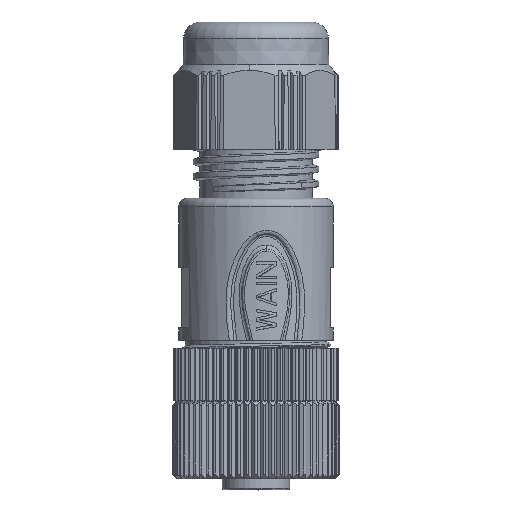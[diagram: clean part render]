
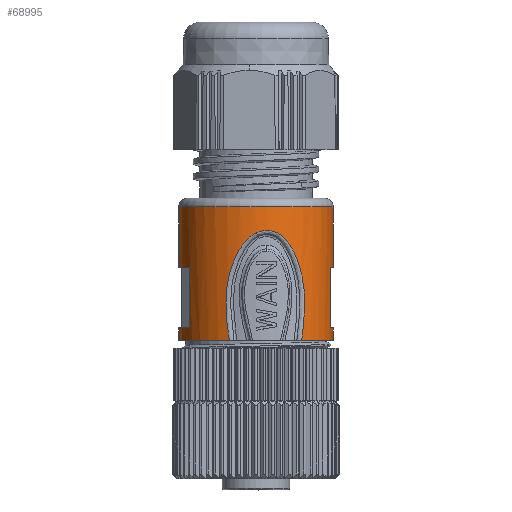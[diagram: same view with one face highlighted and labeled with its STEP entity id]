
A CAD part, top view. The second image highlights one B-rep face of the part: STEP entity #68995.
In plain terms, the highlighted cylindrical face has radius 9.25 mm (diameter 18.5 mm), a partial arc.
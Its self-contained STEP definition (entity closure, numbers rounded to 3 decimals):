
#16487=CARTESIAN_POINT('',(0.,23.3,0.));
#16488=DIRECTION('',(0.,-1.,0.));
#16489=DIRECTION('',(0.99,0.,-0.139));
#16490=AXIS2_PLACEMENT_3D('',#16487,#16488,#16489);
#16492=CARTESIAN_POINT('',(0.,23.3,0.));
#16493=DIRECTION('',(0.,-1.,0.));
#16494=DIRECTION('',(0.991,0.,-0.132));
#16495=AXIS2_PLACEMENT_3D('',#16492,#16493,#16494);
#16502=DIRECTION('',(0.,1.,0.));
#16503=VECTOR('',#16502,7.2);
#16504=CARTESIAN_POINT('',(-7.909,8.8,4.796));
#16505=LINE('',#16504,#16503);
#16506=DIRECTION('',(0.,-1.,0.));
#16507=VECTOR('',#16506,7.3);
#16508=CARTESIAN_POINT('',(9.16,23.3,-1.287));
#16509=LINE('',#16508,#16507);
#16510=DIRECTION('',(0.,-1.,0.));
#16511=VECTOR('',#16510,7.2);
#16512=CARTESIAN_POINT('',(8.925,16.,2.43));
#16513=LINE('',#16512,#16511);
#16514=DIRECTION('',(0.,-1.,0.));
#16515=VECTOR('',#16514,1.5);
#16516=CARTESIAN_POINT('',(9.16,8.8,-1.287));
#16517=LINE('',#16516,#16515);
#16518=CARTESIAN_POINT('',(0.071,20.187,
9.25));
#16519=CARTESIAN_POINT('',(-0.025,20.144,
9.25));
#16520=CARTESIAN_POINT('',(-0.221,20.045,
9.249));
#16521=CARTESIAN_POINT('',(-0.519,19.851,
9.237));
#16522=CARTESIAN_POINT('',(-0.828,19.603,
9.215));
#16523=CARTESIAN_POINT('',(-1.146,19.292,
9.181));
#16524=CARTESIAN_POINT('',(-1.474,18.906,
9.134));
#16525=CARTESIAN_POINT('',(-1.809,18.434,
9.074));
#16526=CARTESIAN_POINT('',(-2.146,17.873,
9.));
#16527=CARTESIAN_POINT('',(-2.49,17.208,
8.911));
#16528=CARTESIAN_POINT('',(-2.821,16.445,
8.811));
#16529=CARTESIAN_POINT('',(-3.093,15.651,
8.719));
#16530=CARTESIAN_POINT('',(-3.302,14.841,
8.641));
#16531=CARTESIAN_POINT('',(-3.459,13.972,
8.579));
#16532=CARTESIAN_POINT('',(-3.565,12.981,
8.536));
#16533=CARTESIAN_POINT('',(-3.61,11.836,
8.516));
#16534=CARTESIAN_POINT('',(-3.578,10.524,8.53));
#16535=CARTESIAN_POINT('',(-3.453,9.031,
8.582));
#16536=CARTESIAN_POINT('',(-3.296,7.899,
8.643));
#16537=CARTESIAN_POINT('',(-3.197,7.3,
8.68));
#16616=CARTESIAN_POINT('',(0.,7.3,0.));
#16617=DIRECTION('',(0.,1.,0.));
#16618=DIRECTION('',(0.591,0.,0.806));
#16619=AXIS2_PLACEMENT_3D('',#16616,#16617,#16618);
#16708=CARTESIAN_POINT('',(0.,7.3,0.));
#16709=DIRECTION('',(0.,1.,0.));
#16710=DIRECTION('',(-0.99,0.,0.139));
#16711=AXIS2_PLACEMENT_3D('',#16708,#16709,#16710);
#16734=CARTESIAN_POINT('',(0.071,20.187,
9.25));
#16735=CARTESIAN_POINT('',(0.152,20.224,
9.249));
#16736=CARTESIAN_POINT('',(0.324,20.292,
9.246));
#16737=CARTESIAN_POINT('',(0.616,20.376,
9.231));
#16738=CARTESIAN_POINT('',(0.93,20.428,
9.205));
#16739=CARTESIAN_POINT('',(1.255,20.447,9.166));
#16740=CARTESIAN_POINT('',(1.578,20.434,9.116));
#16741=CARTESIAN_POINT('',(1.891,20.389,9.056));
#16742=CARTESIAN_POINT('',(2.181,20.312,8.991));
#16743=CARTESIAN_POINT('',(2.46,20.204,8.918));
#16744=CARTESIAN_POINT('',(2.741,20.058,8.836));
#16745=CARTESIAN_POINT('',(3.027,19.866,8.742));
#16746=CARTESIAN_POINT('',(3.318,19.622,8.636));
#16747=CARTESIAN_POINT('',(3.617,19.312,8.516));
#16748=CARTESIAN_POINT('',(3.923,18.925,8.379));
#16749=CARTESIAN_POINT('',(4.23,18.454,8.229));
#16750=CARTESIAN_POINT('',(4.535,17.891,8.064));
#16751=CARTESIAN_POINT('',(4.84,17.228,7.885));
#16752=CARTESIAN_POINT('',(5.137,16.449,7.695));
#16753=CARTESIAN_POINT('',(5.381,15.625,7.525));
#16754=CARTESIAN_POINT('',(5.563,14.795,7.391));
#16755=CARTESIAN_POINT('',(5.699,13.902,7.286));
#16756=CARTESIAN_POINT('',(5.787,12.911,7.216));
#16757=CARTESIAN_POINT('',(5.821,11.78,7.189));
#16758=CARTESIAN_POINT('',(5.789,10.48,7.214));
#16759=CARTESIAN_POINT('',(5.679,9.001,7.302));
#16760=CARTESIAN_POINT('',(5.549,7.888,7.402));
#16761=CARTESIAN_POINT('',(5.47,7.3,7.459));
#17446=DIRECTION('',(0.,-1.,0.));
#17447=VECTOR('',#17446,7.3);
#17448=CARTESIAN_POINT('',(-9.16,23.3,1.287));
#17449=LINE('',#17448,#17447);
#17454=DIRECTION('',(0.,-1.,0.));
#17455=VECTOR('',#17454,1.5);
#17456=CARTESIAN_POINT('',(-9.16,8.8,1.287));
#17457=LINE('',#17456,#17455);
#17492=CARTESIAN_POINT('',(0.,8.8,0.));
#17493=DIRECTION('',(0.,-1.,0.));
#17494=DIRECTION('',(0.99,0.,-0.139));
#17495=AXIS2_PLACEMENT_3D('',#17492,#17493,#17494);
#17510=CARTESIAN_POINT('',(0.,16.,0.));
#17511=DIRECTION('',(0.,1.,0.));
#17512=DIRECTION('',(0.965,0.,0.263));
#17513=AXIS2_PLACEMENT_3D('',#17510,#17511,#17512);
#17520=CARTESIAN_POINT('',(0.,16.,0.));
#17521=DIRECTION('',(0.,1.,0.));
#17522=DIRECTION('',(-0.99,0.,0.139));
#17523=AXIS2_PLACEMENT_3D('',#17520,#17521,#17522);
#17538=CARTESIAN_POINT('',(0.,8.8,0.));
#17539=DIRECTION('',(0.,-1.,0.));
#17540=DIRECTION('',(-0.855,0.,0.518));
#17541=AXIS2_PLACEMENT_3D('',#17538,#17539,#17540);
#43653=CARTESIAN_POINT('',(-9.16,23.3,1.287));
#43654=VERTEX_POINT('',#43653);
#43656=CARTESIAN_POINT('',(9.16,23.3,-1.287));
#43658=VERTEX_POINT('',#43656);
#43659=CARTESIAN_POINT('',(9.169,23.3,-1.224));
#43660=VERTEX_POINT('',#43659);
#43661=CARTESIAN_POINT('',(-9.16,7.3,1.287));
#43662=CARTESIAN_POINT('',(-3.197,7.3,8.68));
#43663=VERTEX_POINT('',#43661);
#43664=VERTEX_POINT('',#43662);
#43665=CARTESIAN_POINT('',(-9.16,8.8,1.287));
#43666=VERTEX_POINT('',#43665);
#43667=CARTESIAN_POINT('',(-7.909,8.8,4.796));
#43668=VERTEX_POINT('',#43667);
#43669=CARTESIAN_POINT('',(-7.909,16.,4.796));
#43670=VERTEX_POINT('',#43669);
#43671=CARTESIAN_POINT('',(-9.16,16.,1.287));
#43672=VERTEX_POINT('',#43671);
#43673=CARTESIAN_POINT('',(9.16,16.,-1.287));
#43674=VERTEX_POINT('',#43673);
#43675=CARTESIAN_POINT('',(8.925,16.,2.43));
#43676=VERTEX_POINT('',#43675);
#43677=CARTESIAN_POINT('',(8.925,8.8,2.43));
#43678=VERTEX_POINT('',#43677);
#43679=CARTESIAN_POINT('',(9.16,8.8,-1.287));
#43680=VERTEX_POINT('',#43679);
#43681=CARTESIAN_POINT('',(9.16,7.3,-1.287));
#43682=VERTEX_POINT('',#43681);
#43683=CARTESIAN_POINT('',(5.47,7.3,7.459));
#43684=VERTEX_POINT('',#43683);
#43685=VERTEX_POINT('',#16734);
#68958=CARTESIAN_POINT('',(0.,1.2,0.));
#68959=DIRECTION('',(0.,1.,0.));
#68960=DIRECTION('',(0.99,0.,-0.139));
#68961=AXIS2_PLACEMENT_3D('',#68958,#68959,#68960);
#68962=CYLINDRICAL_SURFACE('',#68961,9.25);
#68964=ORIENTED_EDGE('',*,*,#68963,.F.);
#68966=ORIENTED_EDGE('',*,*,#68965,.F.);
#68968=ORIENTED_EDGE('',*,*,#68967,.F.);
#68970=ORIENTED_EDGE('',*,*,#68969,.T.);
#68972=ORIENTED_EDGE('',*,*,#68971,.F.);
#68974=ORIENTED_EDGE('',*,*,#68973,.F.);
#68975=ORIENTED_EDGE('',*,*,#68952,.F.);
#68976=ORIENTED_EDGE('',*,*,#68950,.F.);
#68978=ORIENTED_EDGE('',*,*,#68977,.T.);
#68980=ORIENTED_EDGE('',*,*,#68979,.F.);
#68982=ORIENTED_EDGE('',*,*,#68981,.T.);
#68984=ORIENTED_EDGE('',*,*,#68983,.F.);
#68986=ORIENTED_EDGE('',*,*,#68985,.T.);
#68988=ORIENTED_EDGE('',*,*,#68987,.F.);
#68990=ORIENTED_EDGE('',*,*,#68989,.F.);
#68992=ORIENTED_EDGE('',*,*,#68991,.T.);
#68993=EDGE_LOOP('',(#68964,#68966,#68968,#68970,#68972,#68974,#68975,#68976,
#68978,#68980,#68982,#68984,#68986,#68988,#68990,#68992));
#68994=FACE_OUTER_BOUND('',#68993,.F.);
#68995=ADVANCED_FACE('',(#68994),#68962,.T.);
#16491=CIRCLE('',#16490,9.25);
#16496=CIRCLE('',#16495,9.25);
#16538=B_SPLINE_CURVE_WITH_KNOTS('',3,(#16518,#16519,#16520,#16521,#16522,
#16523,#16524,#16525,#16526,#16527,#16528,#16529,#16530,#16531,#16532,#16533,
#16534,#16535,#16536,#16537),.UNSPECIFIED.,.F.,.F.,(4,1,1,1,1,1,1,1,1,1,1,1,1,1,
1,1,1,4),(0.,0.059,0.118,0.176,
0.235,0.294,0.353,0.412,
0.471,0.529,0.588,0.647,
0.706,0.765,0.824,0.882,
0.941,1.),.UNSPECIFIED.);
#16620=CIRCLE('',#16619,9.25);
#16712=CIRCLE('',#16711,9.25);
#16762=B_SPLINE_CURVE_WITH_KNOTS('',3,(#16734,#16735,#16736,#16737,#16738,
#16739,#16740,#16741,#16742,#16743,#16744,#16745,#16746,#16747,#16748,#16749,
#16750,#16751,#16752,#16753,#16754,#16755,#16756,#16757,#16758,#16759,#16760,
#16761),.UNSPECIFIED.,.F.,.F.,(4,1,1,1,1,1,1,1,1,1,1,1,1,1,1,1,1,1,1,1,1,1,1,1,
1,4),(0.,0.04,0.08,0.12,0.16,0.2,0.24,0.28,0.32,0.36,0.4,
0.44,0.48,0.52,0.56,0.6,0.64,0.68,0.72,0.76,0.8,0.84,
0.88,0.92,0.96,1.),.UNSPECIFIED.);
#17496=CIRCLE('',#17495,9.25);
#17514=CIRCLE('',#17513,9.25);
#17524=CIRCLE('',#17523,9.25);
#17542=CIRCLE('',#17541,9.25);
#68950=EDGE_CURVE('',#43658,#43660,#16491,.T.);
#68952=EDGE_CURVE('',#43660,#43654,#16496,.T.);
#68963=EDGE_CURVE('',#43663,#43664,#16712,.T.);
#68965=EDGE_CURVE('',#43666,#43663,#17457,.T.);
#68967=EDGE_CURVE('',#43668,#43666,#17542,.T.);
#68969=EDGE_CURVE('',#43668,#43670,#16505,.T.);
#68971=EDGE_CURVE('',#43672,#43670,#17524,.T.);
#68973=EDGE_CURVE('',#43654,#43672,#17449,.T.);
#68977=EDGE_CURVE('',#43658,#43674,#16509,.T.);
#68979=EDGE_CURVE('',#43676,#43674,#17514,.T.);
#68981=EDGE_CURVE('',#43676,#43678,#16513,.T.);
#68983=EDGE_CURVE('',#43680,#43678,#17496,.T.);
#68985=EDGE_CURVE('',#43680,#43682,#16517,.T.);
#68987=EDGE_CURVE('',#43684,#43682,#16620,.T.);
#68989=EDGE_CURVE('',#43685,#43684,#16762,.T.);
#68991=EDGE_CURVE('',#43685,#43664,#16538,.T.);
